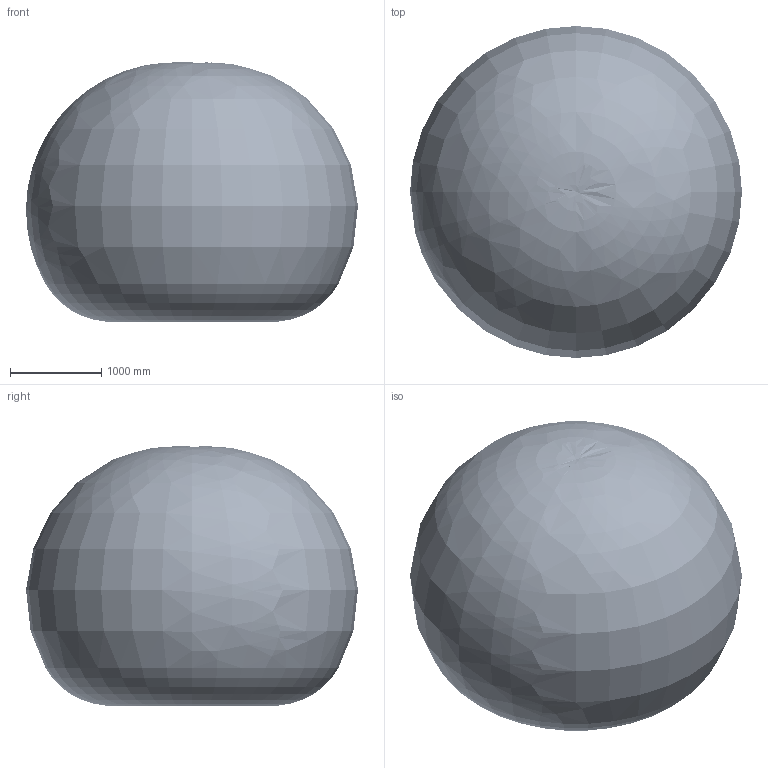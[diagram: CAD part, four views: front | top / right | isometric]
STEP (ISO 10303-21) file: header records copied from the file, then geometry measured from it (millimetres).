
FILE_DESCRIPTION(/* description */ ('STEP AP203'),/* implementation_level */ '2;1');
FILE_NAME(/* name */ '3D-model_AT_00005-01.stp',/* time_stamp */ '2022-12-14T13:41:23+01:00',/* author */ ('Josha-Tim.Penalver'),/* organization */ (''),/* preprocessor_version */ 'ST-DEVELOPER v16.5',/* originating_system */ 'Autodesk Inventor 2017',/* authorisation */ '');
FILE_SCHEMA (('AUTOMOTIVE_DESIGN { 1 0 10303 214 3 1 1 }'));
Products named in the file (9): AT_00005-01_DUMMY articc6-3900-60kg; MT_WST00105763 Grundgestell; MT_WST00110714 Dummy Karussell; MT_WST00105762 Schwinge; MT_WST00105778 Dummy Schulter; MT_WST00105779 Dummy Arm; MT_WST00105753 Hand; MT_WST00106130 Hand; MT_WST00113276 Arbeitsbereich
Assembly tree (8 placements, depth 2):
  AT_00005-01_DUMMY articc6-3900-60kg
    MT_WST00105763 Grundgestell
    MT_WST00110714 Dummy Karussell
    MT_WST00105762 Schwinge
    MT_WST00105778 Dummy Schulter
    MT_WST00105779 Dummy Arm
    MT_WST00105753 Hand
    MT_WST00106130 Hand
    MT_WST00113276 Arbeitsbereich
Bounding box: 3648.09 x 3647.51 x 2846.57 mm (x, y, z)
Volume: 21238513204.2 mm3; surface area: 48887000.7 mm2
Topology: 8 solids, 31 shells, 5456 faces, 13142 edges, 7893 vertices
Faces by surface type: bspline 1696, plane 1395, cylinder 1292, torus 521, cone 355, sphere 197
Full cylindrical faces by diameter (mm): 1.4 x4, 1.5 x4, 2.5 x4, 3.242 x5, 3.8 x6, 4 x7, 4.134 x3, 4.2 x7, 4.917 x11, 5 x1, 5.8 x4, 6 x1, 6.5 x1, 6.647 x28, 6.7 x1, 6.8 x6, 7.6 x4, 7.8 x2, 8 x9, 8.5 x71, 8.8 x2, 9 x5, 9.9 x4, 10 x30, 10.106 x11, 10.5 x2, 11 x4, 11.6 x6, 12 x14, 13 x14
Entity records: 275522 total; most frequent: CARTESIAN_POINT 157710, ORIENTED_EDGE 23490, DIRECTION 22137, EDGE_CURVE 11745, AXIS2_PLACEMENT_3D 9744, VERTEX_POINT 7561, EDGE_LOOP 6754, CIRCLE 5473
